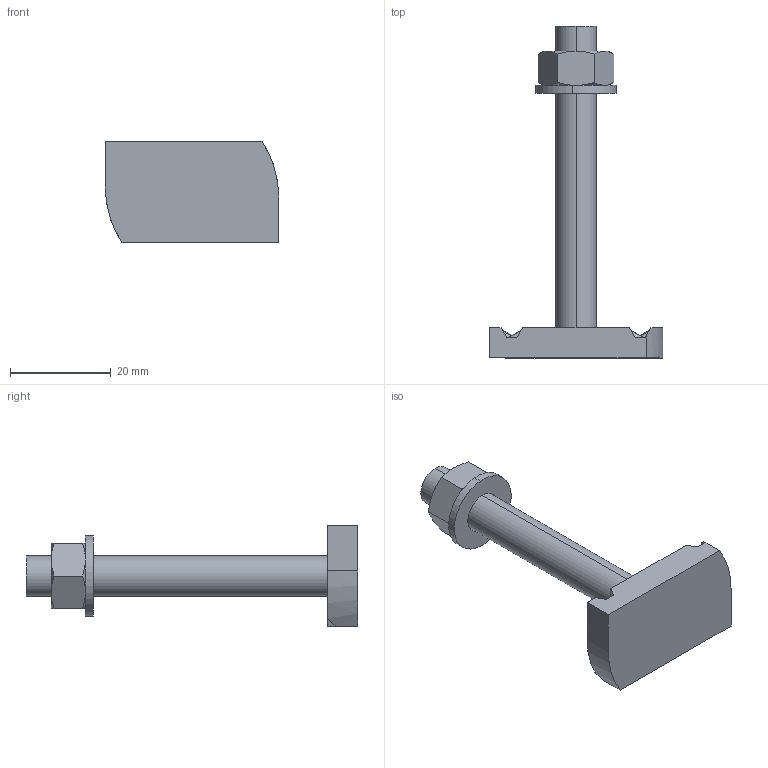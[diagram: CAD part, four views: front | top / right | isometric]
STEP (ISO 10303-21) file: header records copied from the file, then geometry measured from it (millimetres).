
FILE_DESCRIPTION (( 'STEP AP214' ), '1' );
FILE_NAME ('1148314.STEP', '2026-03-13T13:06:40', ( '' ), ( '' ), 'SwSTEP 2.0', 'SolidWorks 2024', '' );
FILE_SCHEMA (( 'AUTOMOTIVE_DESIGN' ));
Length unit declared in the file: millimetre
Products named in the file (4): 1148314; 018944_Hexagon Nut ISO - 4032 - M8 - D - N; 018945_Washer ISO 7089 - 8; 154216_M8X60 ZL 05014408 MS41HB HAMSchr
Assembly tree (3 placements, depth 2):
  1148314
    154216_M8X60 ZL 05014408 MS41HB HAMSchr
    018944_Hexagon Nut ISO - 4032 - M8 - D - N
    018945_Washer ISO 7089 - 8
Bounding box: 34.5 x 66 x 20 mm (x, y, z)
Volume: 7752.1 mm3; surface area: 4615.4 mm2
Topology: 3 solids, 3 shells, 89 faces, 234 edges, 152 vertices
Faces by surface type: plane 53, cylinder 24, cone 12
Entity records: 2921 total; most frequent: CARTESIAN_POINT 707, ORIENTED_EDGE 468, DIRECTION 402, EDGE_CURVE 234, VERTEX_POINT 152, LINE 148, VECTOR 148, AXIS2_PLACEMENT_3D 127
